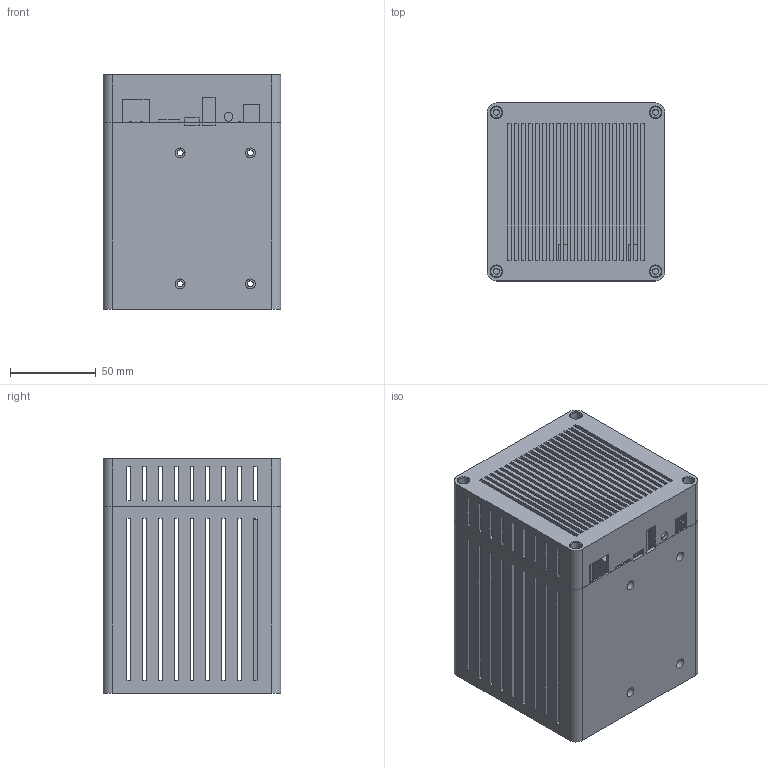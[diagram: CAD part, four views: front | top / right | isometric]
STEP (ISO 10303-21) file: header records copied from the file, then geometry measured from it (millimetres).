
FILE_DESCRIPTION(/* description */ (''),/* implementation_level */ '2;1');
FILE_NAME(/* name */ 'Pintry-X2 v28.step',/* time_stamp */ '2021-12-30T16:07:09+00:00',/* author */ (''),/* organization */ (''),/* preprocessor_version */ 'ST-DEVELOPER v18.1',/* originating_system */ 'Autodesk Translation Framework v10.10.0.1391',/* authorisation */ '');
FILE_SCHEMA (('AUTOMOTIVE_DESIGN { 1 0 10303 214 3 1 1 }'));
Length unit declared in the file: millimetre
Products named in the file (3): Pintry-X2; Component69; Component68
Assembly tree (2 placements, depth 3):
  Pintry-X2
    Component69
      Component68
Bounding box: 104 x 104 x 137 mm (x, y, z)
Volume: 206516.1 mm3; surface area: 171718.6 mm2
Topology: 2 solids, 2 shells, 416 faces, 1163 edges, 772 vertices
Faces by surface type: plane 367, cylinder 45, cone 4
Full cylindrical faces by diameter (mm): 3.5 x16, 4.2 x4, 5.2 x1, 5.8 x8, 6.5 x4
Entity records: 13509 total; most frequent: CARTESIAN_POINT 2356, ORIENTED_EDGE 2326, DIRECTION 2099, EDGE_CURVE 1163, LINE 1069, VECTOR 1069, VERTEX_POINT 772, EDGE_LOOP 575
